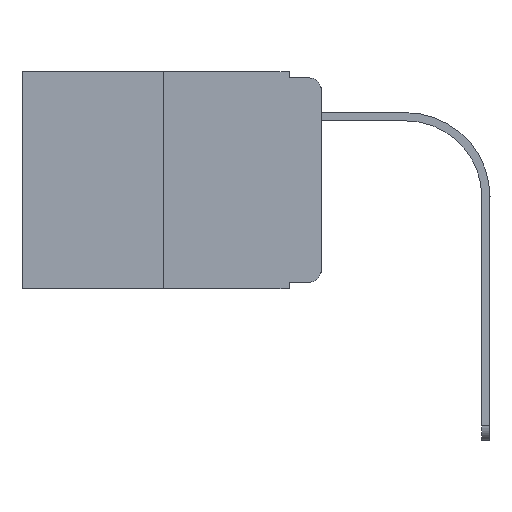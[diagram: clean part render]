
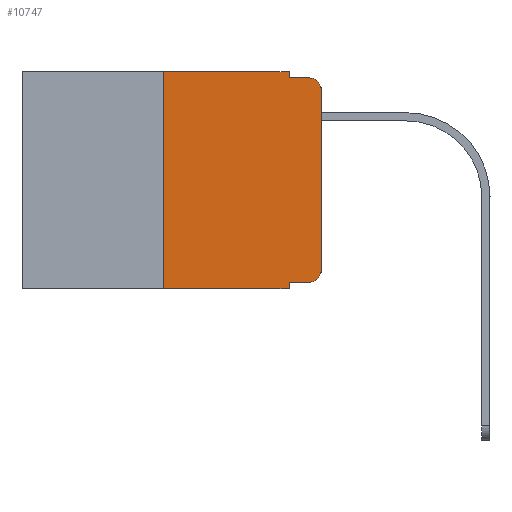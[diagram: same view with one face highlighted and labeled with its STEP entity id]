
A CAD part, left-side view. The second image highlights one B-rep face of the part: STEP entity #10747.
In plain terms, the highlighted planar face has unit normal (-1, 0, 0).
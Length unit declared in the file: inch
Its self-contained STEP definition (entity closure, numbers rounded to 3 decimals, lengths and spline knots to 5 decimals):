
#46 = CARTESIAN_POINT ( 'NONE',  ( 0., 0.473, 0. ) ) ;
#274 = PLANE ( 'NONE',  #14723 ) ;
#605 = EDGE_CURVE ( 'NONE', #10208, #9113, #12466, .T. ) ;
#706 = DIRECTION ( 'NONE',  ( 0., 0., 1. ) ) ;
#751 = EDGE_CURVE ( 'NONE', #3310, #11062, #13598, .T. ) ;
#758 = VECTOR ( 'NONE', #3518, 39.37008 ) ;
#924 = CARTESIAN_POINT ( 'NONE',  ( 0., 0.051, -0.333 ) ) ;
#930 = DIRECTION ( 'NONE',  ( 0., 0., -1. ) ) ;
#1049 = CIRCLE ( 'NONE', #3034, 0.02 ) ;
#1056 = LINE ( 'NONE', #11880, #758 ) ;
#1112 = CARTESIAN_POINT ( 'NONE',  ( 0., 0.473, -0.343 ) ) ;
#1414 = DIRECTION ( 'NONE',  ( 0., 0., -1. ) ) ;
#1479 = ORIENTED_EDGE ( 'NONE', *, *, #14411, .F. ) ;
#1512 = CARTESIAN_POINT ( 'NONE',  ( 0., 0., -0.313 ) ) ;
#1920 = DIRECTION ( 'NONE',  ( 0., -1., 0. ) ) ;
#1966 = ORIENTED_EDGE ( 'NONE', *, *, #605, .T. ) ;
#1985 = CARTESIAN_POINT ( 'NONE',  ( 0., 0.051, -0.01 ) ) ;
#1995 = CARTESIAN_POINT ( 'NONE',  ( 0., 0.051, -0.333 ) ) ;
#2041 = VERTEX_POINT ( 'NONE', #13133 ) ;
#2176 = VERTEX_POINT ( 'NONE', #12815 ) ;
#2342 = DIRECTION ( 'NONE',  ( 0., 0., -1. ) ) ;
#2408 = VECTOR ( 'NONE', #1920, 39.37008 ) ;
#3034 = AXIS2_PLACEMENT_3D ( 'NONE', #13082, #5041, #1414 ) ;
#3080 = AXIS2_PLACEMENT_3D ( 'NONE', #8720, #9963, #6244 ) ;
#3310 = VERTEX_POINT ( 'NONE', #924 ) ;
#3518 = DIRECTION ( 'NONE',  ( 0., 0., -1. ) ) ;
#3796 = ORIENTED_EDGE ( 'NONE', *, *, #13545, .F. ) ;
#3943 = ORIENTED_EDGE ( 'NONE', *, *, #10771, .T. ) ;
#4116 = ORIENTED_EDGE ( 'NONE', *, *, #4828, .T. ) ;
#4410 = LINE ( 'NONE', #5492, #9140 ) ;
#4695 = CARTESIAN_POINT ( 'NONE',  ( 0., 0.25, -0.343 ) ) ;
#4769 = EDGE_CURVE ( 'NONE', #11062, #6958, #1049, .T. ) ;
#4828 = EDGE_CURVE ( 'NONE', #6958, #10208, #7508, .T. ) ;
#4907 = LINE ( 'NONE', #1112, #9539 ) ;
#5033 = ORIENTED_EDGE ( 'NONE', *, *, #751, .T. ) ;
#5041 = DIRECTION ( 'NONE',  ( -1., 0., 0. ) ) ;
#5345 = DIRECTION ( 'NONE',  ( 0., -1., 0. ) ) ;
#5492 = CARTESIAN_POINT ( 'NONE',  ( 0., 0.25, 0. ) ) ;
#5606 = DIRECTION ( 'NONE',  ( 0., -1., 0. ) ) ;
#6244 = DIRECTION ( 'NONE',  ( 0., 0., -1. ) ) ;
#6346 = DIRECTION ( 'NONE',  ( 0., 0., 1. ) ) ;
#6394 = ORIENTED_EDGE ( 'NONE', *, *, #14324, .F. ) ;
#6958 = VERTEX_POINT ( 'NONE', #1512 ) ;
#7151 = FACE_OUTER_BOUND ( 'NONE', #9995, .T. ) ;
#7302 = CARTESIAN_POINT ( 'NONE',  ( 0., 0.051, -0.01 ) ) ;
#7508 = LINE ( 'NONE', #12220, #9614 ) ;
#7833 = CARTESIAN_POINT ( 'NONE',  ( 0., 0.02, -0.333 ) ) ;
#7872 = VECTOR ( 'NONE', #5606, 39.37008 ) ;
#7933 = ORIENTED_EDGE ( 'NONE', *, *, #11405, .F. ) ;
#8110 = CARTESIAN_POINT ( 'NONE',  ( 0., 0., -0.03 ) ) ;
#8139 = VECTOR ( 'NONE', #5345, 39.37008 ) ;
#8582 = CARTESIAN_POINT ( 'NONE',  ( 0., 0.02, -0.01 ) ) ;
#8720 = CARTESIAN_POINT ( 'NONE',  ( 0., 0.02, -0.03 ) ) ;
#9113 = VERTEX_POINT ( 'NONE', #8582 ) ;
#9126 = LINE ( 'NONE', #10222, #12518 ) ;
#9140 = VECTOR ( 'NONE', #706, 39.37008 ) ;
#9276 = VERTEX_POINT ( 'NONE', #4695 ) ;
#9539 = VECTOR ( 'NONE', #11781, 39.37008 ) ;
#9614 = VECTOR ( 'NONE', #6346, 39.37008 ) ;
#9846 = VERTEX_POINT ( 'NONE', #7302 ) ;
#9963 = DIRECTION ( 'NONE',  ( -1., 0., 0. ) ) ;
#9995 = EDGE_LOOP ( 'NONE', ( #4116, #1966, #3796, #10989, #1479, #6394, #3943, #7933, #5033, #15066 ) ) ;
#10190 = LINE ( 'NONE', #1985, #7872 ) ;
#10208 = VERTEX_POINT ( 'NONE', #8110 ) ;
#10222 = CARTESIAN_POINT ( 'NONE',  ( 0., 0.051, 0. ) ) ;
#10543 = CARTESIAN_POINT ( 'NONE',  ( 0., 0.25, 0. ) ) ;
#10747 = ADVANCED_FACE ( 'NONE', ( #7151 ), #274, .F. ) ;
#10771 = EDGE_CURVE ( 'NONE', #9276, #2041, #4907, .T. ) ;
#10989 = ORIENTED_EDGE ( 'NONE', *, *, #14955, .F. ) ;
#11062 = VERTEX_POINT ( 'NONE', #7833 ) ;
#11405 = EDGE_CURVE ( 'NONE', #3310, #2041, #9126, .T. ) ;
#11578 = CARTESIAN_POINT ( 'NONE',  ( 0., 0.473, 0. ) ) ;
#11781 = DIRECTION ( 'NONE',  ( 0., -1., 0. ) ) ;
#11880 = CARTESIAN_POINT ( 'NONE',  ( 0., 0.051, 0. ) ) ;
#12220 = CARTESIAN_POINT ( 'NONE',  ( 0., 0., 0. ) ) ;
#12466 = CIRCLE ( 'NONE', #3080, 0.02 ) ;
#12518 = VECTOR ( 'NONE', #930, 39.37008 ) ;
#12670 = LINE ( 'NONE', #11578, #8139 ) ;
#12815 = CARTESIAN_POINT ( 'NONE',  ( 0., 0.051, 0. ) ) ;
#13082 = CARTESIAN_POINT ( 'NONE',  ( 0., 0.02, -0.313 ) ) ;
#13133 = CARTESIAN_POINT ( 'NONE',  ( 0., 0.051, -0.343 ) ) ;
#13545 = EDGE_CURVE ( 'NONE', #9846, #9113, #10190, .T. ) ;
#13598 = LINE ( 'NONE', #1995, #2408 ) ;
#13667 = VERTEX_POINT ( 'NONE', #10543 ) ;
#14177 = DIRECTION ( 'NONE',  ( 1., 0., 0. ) ) ;
#14324 = EDGE_CURVE ( 'NONE', #9276, #13667, #4410, .T. ) ;
#14411 = EDGE_CURVE ( 'NONE', #13667, #2176, #12670, .T. ) ;
#14723 = AXIS2_PLACEMENT_3D ( 'NONE', #46, #14177, #2342 ) ;
#14955 = EDGE_CURVE ( 'NONE', #2176, #9846, #1056, .T. ) ;
#15066 = ORIENTED_EDGE ( 'NONE', *, *, #4769, .T. ) ;
